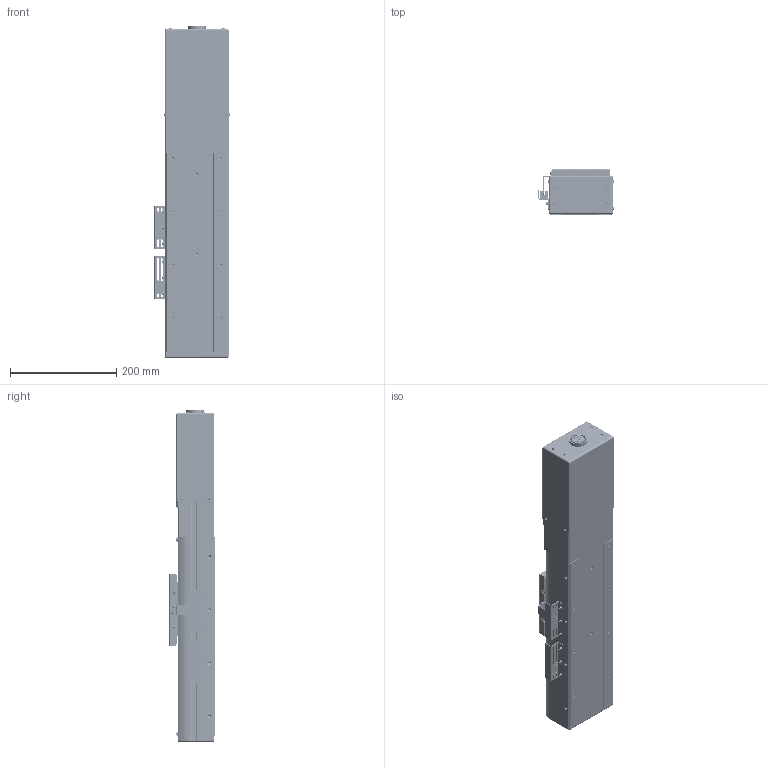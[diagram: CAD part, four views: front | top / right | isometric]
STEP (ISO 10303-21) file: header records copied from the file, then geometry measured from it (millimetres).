
FILE_DESCRIPTION (( 'STEP AP203' ), '1' );
FILE_NAME ('HC120-XXX-S-100-XX-SL-OF.STEP', '2020-08-04T04:55:05', ( '彌營遵' ), ( '' ), 'SwSTEP 2.0', 'SolidWorks 2013', '' );
FILE_SCHEMA (( 'CONFIG_CONTROL_DESIGN' ));
Length unit declared in the file: millimetre
Products named in the file (45): spring lock washer_ks_KS 1324 - M3; HR15 rail-ST100_ル遽; HC SENSOR DOG-ST100; SUPPOERT BLOCK-ST100; HC120 SENSOR_1; 霜溺-ST100; CARRIER-ST100; HB60 DAMPER-ST100; SIDE COVER2-ST100; BEARING HOUSING(堅薑)-ST100; HC120 SENSOR_2; pan cross head_ks_KS 1023 PC- M3 x 5-N; ENDCOVER(M)-ST100; STEEL BELT TENSION BRK-ST100; SIDE COVER-ST100; BEARING HOUSING(雖雖)-ST100; HC120-XXX-S-100-XX-SL-OF; countersunk flat cross head screw_ks_KS 1023 FC- M3 x 5-N; hgkr23_-ST100; STEEL BELT TENSION PLATE-ST100; HC CARRIER-ST100; END COVER-ST100; socket head cap screw_ks_KS 1003 - M4 x 10 x 10-N; MOTORCASECOVER-ST100; socket countersunk head screw_am_B18.3.5M - 3 x 0.5 x 10 Socket FCHS  -- 10C; SHAFT-ST100; HRballscrew-ST100; socket head cap screw_ks_KS 1003 - M6 x 10 x 10-N; MOTORCASE-ST100; socket button head cap screw_am_B18.3.4M - 3 x 0.5 x 8 SBHCS --N; HC CARRIER COVER-ST100; HRbearing cap-ST100; MASensor Brk-ST100_ル遽; SUPPOERTBLOCK-ST100; socket countersunk head screw_am_B18.3.5M - 3 x 0.5 x 6 Socket FCHS  -- 6C; HR15 block-ST100_ル遽; STEEL BELT-ST100; EE-SX-674(奢辨 撫憮)-ST100_ル遽; 醴喀攪-ST100; socket button head cap screw_am_B18.3.4M - 3 x 0.5 x 5 SBHCS --N ...
Assembly tree (118 placements, depth 3):
  HC120-XXX-S-100-XX-SL-OF
    BASE-ST100
    HR15 rail-ST100_ル遽  x2
    BEARING HOUSING(堅薑)-ST100
    BEARING HOUSING(雖雖)-ST100
    END COVER-ST100
    HRballscrew-ST100
    HRbearing cap-ST100
    STEEL BELT-ST100
    STEEL BELT FIX-ST100  x2
    SUPPOERT BLOCK-ST100  x2
    SIDE COVER2-ST100
    SIDE COVER-ST100
    CARRIER-ST100
      HC CARRIER-ST100
      SHAFT-ST100  x12
      HC CARRIER COVER-ST100
      HR15 block-ST100_ル遽  x4
      HRballnut-ST100
      HC SENSOR DOG-ST100
      HB60 DAMPER-ST100  x4
      STEEL BELT TENSION BRK-ST100  x2
      STEEL BELT TENSION PLATE-ST100  x2
      socket countersunk head screw_am_B18.3.5M - 3 x 0.5 x 10 Socket FCHS  -- 10C  x8
      socket button head cap screw_am_B18.3.4M - 3 x 0.5 x 8 SBHCS --N  x4
      socket countersunk head screw_am_B18.3.5M - 3 x 0.5 x 6 Socket FCHS  -- 6C  x4
      socket button head cap screw_am_B18.3.4M - 3 x 0.5 x 5 SBHCS --N  x2
      spring lock washer_ks_KS 1324 - M3  x2
    霜溺-ST100
      ENDCOVER(M)-ST100
      hgkr23_-ST100
      MOTORCASECOVER-ST100
      MOTORCASE-ST100
      SUPPOERTBLOCK-ST100  x2
      醴喀攪-ST100
      BEARING唯衛璽-ST100
    pan cross head_ks_KS 1023 PC- M3 x 5-N  x12
    countersunk flat cross head screw_ks_KS 1023 FC- M3 x 5-N  x4
    socket head cap screw_ks_KS 1003 - M4 x 10 x 10-N  x2
    socket head cap screw_ks_KS 1003 - M6 x 10 x 10-N  x2
    HC120 SENSOR_1
      MASensor Brk-ST100_ル遽
      EE-SX-674(奢辨 撫憮)-ST100_ル遽  x2
      socket head cap screw_ks_KS 1003 - M3 x 5 x 5-N  x7
      spring lock washer_ks_KS 1324 - M3  x3
    HC120 SENSOR_2
      MASensor Brk-ST100_ル遽
      EE-SX-674(奢辨 撫憮)-ST100_ル遽
      socket head cap screw_ks_KS 1003 - M3 x 5 x 5-N  x5
      spring lock washer_ks_KS 1324 - M3  x3
Bounding box: 142.15 x 86.5 x 624.5 mm (x, y, z)
Volume: 2590713.8 mm3; surface area: 935089.4 mm2
Topology: 114 solids, 114 shells, 4251 faces, 10627 edges, 6520 vertices
Faces by surface type: plane 2085, cylinder 1282, cone 648, torus 192, sphere 38, bspline 6
Entity records: 103671 total; most frequent: CARTESIAN_POINT 42646, DIRECTION 11874, ORIENTED_EDGE 10836, EDGE_CURVE 5418, AXIS2_PLACEMENT_3D 4340, VERTEX_POINT 3481, VECTOR 3194, LINE 3194
